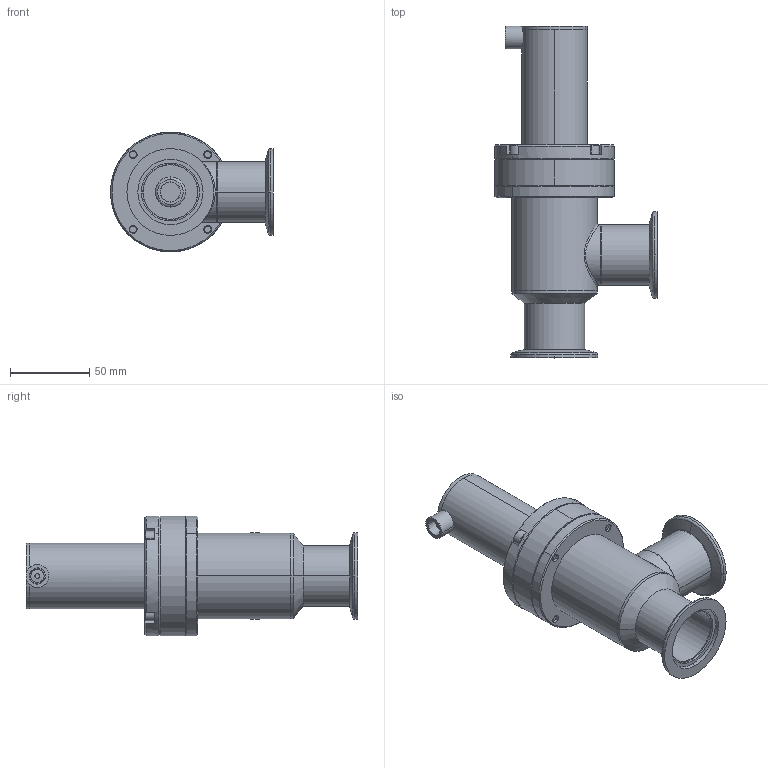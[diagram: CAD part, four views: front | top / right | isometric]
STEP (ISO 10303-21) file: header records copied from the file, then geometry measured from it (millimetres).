
FILE_DESCRIPTION (( 'STEP AP214' ), '1' );
FILE_NAME ('ESVPSA-S04100_SHELLED.STEP', '2025-08-26T14:52:09', ( '' ), ( '' ), 'SwSTEP 2.0', 'SolidWorks 2023', '' );
FILE_SCHEMA (( 'AUTOMOTIVE_DESIGN' ));
Length unit declared in the file: inch
Products named in the file (22): 9081-00162-0; ESVP_150_23_S; ESVP-S04-10-01; ESVP-150-25; ESVP-150-14; ESV-150-12; ESVP-150-24; ESVPSA-S04100_SHELLED; ESV-150-11; ESVP-S04-10; 9551-10025-0; ESVP-S04-10-NWB; ESVP-150-21-S; ESVP-150-10-S; NW-40B-150; OR-2-033V; CAM-18-212; ESVP-150-40-S_envelope; ESVP-150-15-S; ESV-150-14; OR-2-112V; OR-2-223V
Assembly tree (26 placements, depth 4):
  ESVPSA-S04100_SHELLED
    ESVP-S04-10-NWB
      ESVP-S04-10
        ESV-150-11
        ESV-150-12
        ESVP-S04-10-01  x2
        ESV-150-14
      NW-40B-150  x2
    ESVP-150-40-S_envelope
      ESVP-150-21-S
        ESVP-150-24
        ESVP_150_23_S
        OR-2-112V
    ESVP-150-10-S
      ESVP-150-14
      ESVP-150-25
      ESVP-150-15-S
      9081-00162-0
      CAM-18-212
    OR-2-033V
    OR-2-223V
    9551-10025-0  x4
Bounding box: 102.79 x 209.5 x 75.56 mm (x, y, z)
Volume: 179528 mm3; surface area: 119894.5 mm2
Topology: 21 solids, 21 shells, 678 faces, 1749 edges, 1132 vertices
Faces by surface type: cylinder 461, plane 99, cone 82, bspline 22, torus 14
Entity records: 15451 total; most frequent: CARTESIAN_POINT 7120, DIRECTION 1623, ORIENTED_EDGE 1618, EDGE_CURVE 809, AXIS2_PLACEMENT_3D 677, VERTEX_POINT 522, EDGE_LOOP 397, ADVANCED_FACE 330
